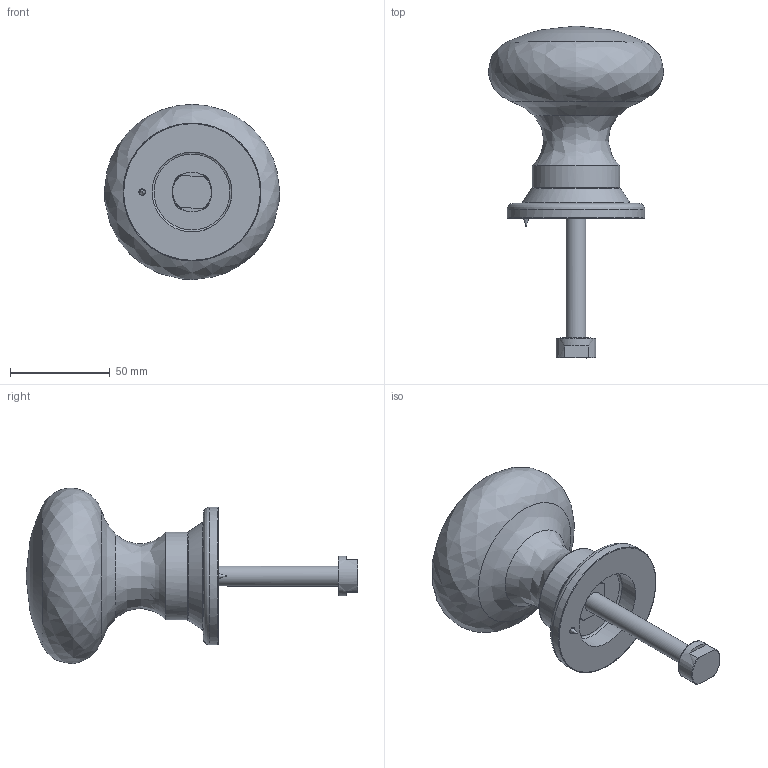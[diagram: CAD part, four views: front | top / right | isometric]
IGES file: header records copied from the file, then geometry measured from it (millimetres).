
Global section: file name: P2132-A; native system: Autodesk Inventor 2018; preprocessor: unknown; author: camerond; date: 20180911.105801; units: millimetre
Bounding box: 87.91 x 166.37 x 87.94 mm (x, y, z)
Volume: 268951.4 mm3; surface area: 40022.2 mm2
Topology: 5 solids, 5 shells, 64 faces, 169 edges, 119 vertices
Faces by surface type: bspline 64
